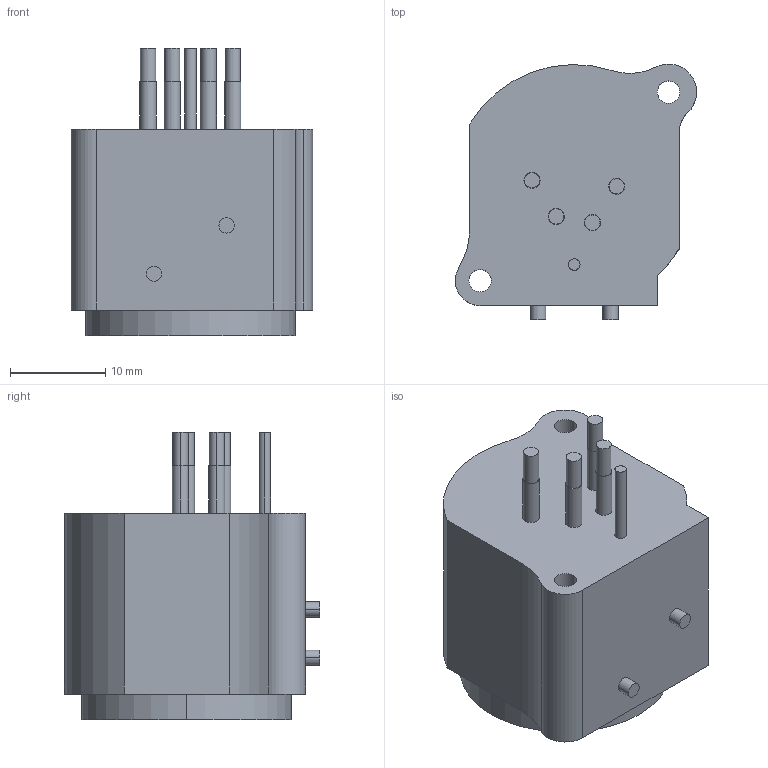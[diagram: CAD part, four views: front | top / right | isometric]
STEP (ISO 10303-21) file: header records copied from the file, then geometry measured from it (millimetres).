
FILE_DESCRIPTION((''),'2;1');
FILE_NAME('D-NC4MBV','2014-06-24T',('odo'),(''),'PRO/ENGINEER BY PARAMETRIC TECHNOLOGY CORPORATION, 2011310','PRO/ENGINEER BY PARAMETRIC TECHNOLOGY CORPORATION, 2011310','');
FILE_SCHEMA(('AUTOMOTIVE_DESIGN_CC2 { 1 2 10303 214 -1 1 5 2 }'));
Length unit declared in the file: millimetre
Products named in the file (1): D-NC4MBV
Bounding box: 25.35 x 26.85 x 30.2 mm (x, y, z)
Volume: 8447.4 mm3; surface area: 4380.3 mm2
Topology: 1 solids, 1 shells, 77 faces, 165 edges, 106 vertices
Faces by surface type: cylinder 45, plane 24, bspline 8
Entity records: 3048 total; most frequent: CARTESIAN_POINT 564, DIRECTION 409, ORIENTED_EDGE 330, COLOUR_RGB 209, AXIS2_PLACEMENT_3D 175, PRESENTATION_STYLE_ASSIGNMENT 166, STYLED_ITEM 166, CURVE_STYLE 165
